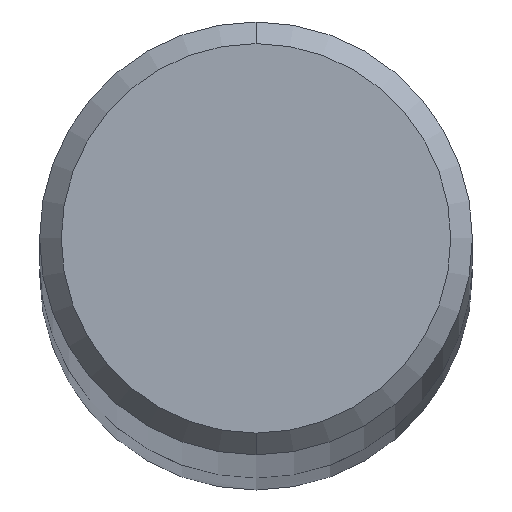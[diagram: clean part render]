
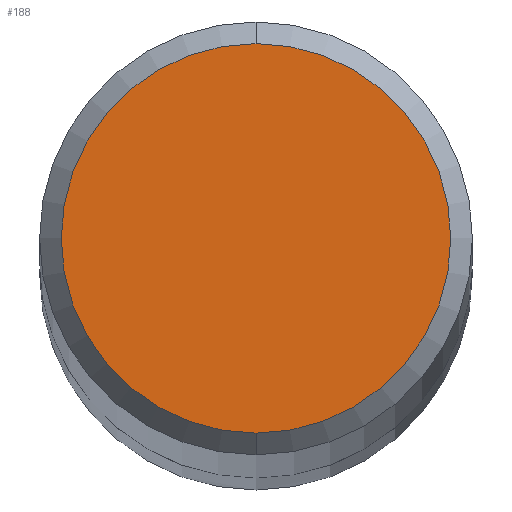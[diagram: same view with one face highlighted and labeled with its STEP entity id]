
A CAD part, top view. The second image highlights one B-rep face of the part: STEP entity #188.
In plain terms, the highlighted planar face has unit normal (0, 0, 1).
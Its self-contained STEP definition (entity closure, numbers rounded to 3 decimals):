
#160=VERTEX_POINT('',#433);
#182=EDGE_CURVE('',#332,#160,#456,.T.);
#188=ADVANCED_FACE('',(#463),#464,.T.);
#308=EDGE_CURVE('',#160,#332,#599,.T.);
#332=VERTEX_POINT('',#624);
#433=CARTESIAN_POINT('',(0.,-0.72,47.0));
#456=CIRCLE('',#781,0.72);
#463=FACE_OUTER_BOUND('',#790,.T.);
#464=PLANE('',#791);
#599=CIRCLE('',#1069,0.72);
#624=CARTESIAN_POINT('',(0.0,0.72,47.0));
#781=AXIS2_PLACEMENT_3D('',#1347,#1348,#1349);
#790=EDGE_LOOP('',(#1358,#1359));
#791=AXIS2_PLACEMENT_3D('',#1360,#1361,#1362);
#1069=AXIS2_PLACEMENT_3D('',#1516,#1517,#1518);
#1347=CARTESIAN_POINT('',(0.0,0.0,47.0));
#1348=DIRECTION('',(0.0,0.0,-1.0));
#1349=DIRECTION('',(0.0,1.0,0.0));
#1358=ORIENTED_EDGE('',*,*,#182,.F.);
#1359=ORIENTED_EDGE('',*,*,#308,.F.);
#1360=CARTESIAN_POINT('',(0.0,0.36,47.0));
#1361=DIRECTION('',(0.0,0.0,1.0));
#1362=DIRECTION('',(0.0,-1.0,0.0));
#1516=CARTESIAN_POINT('',(0.0,0.0,47.0));
#1517=DIRECTION('',(0.0,0.0,-1.0));
#1518=DIRECTION('',(0.0,1.0,0.0));
